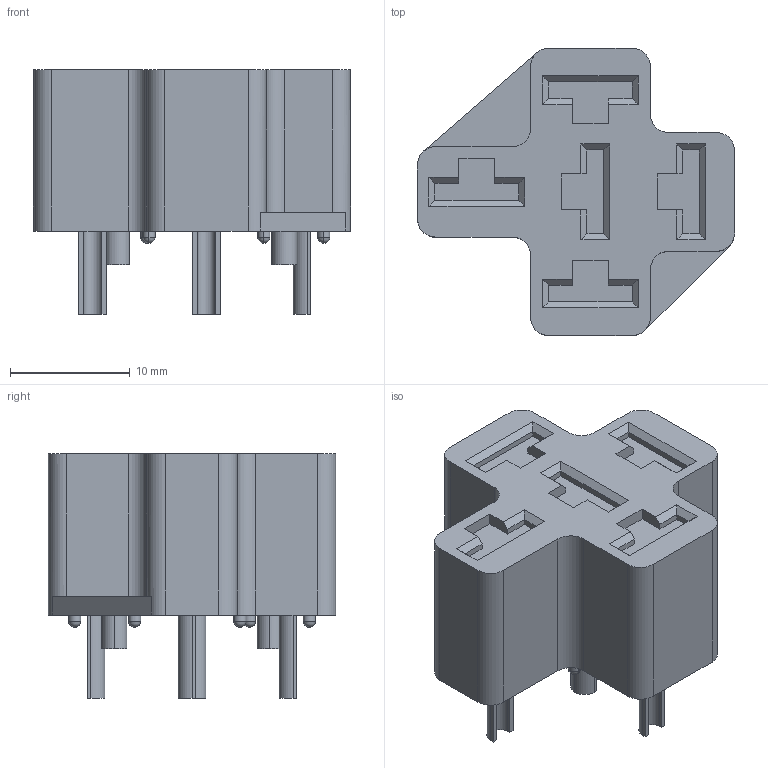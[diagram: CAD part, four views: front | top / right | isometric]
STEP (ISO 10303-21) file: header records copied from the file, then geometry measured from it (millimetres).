
FILE_DESCRIPTION(('STEP AP242'),'1');
FILE_NAME('1393310-3.stp','2022-07-22T13:26:13',('TraceParts'),('TraceParts S.A.'),'Spatial InterOp 3D',' ',' ');
FILE_SCHEMA(('AP242_MANAGED_MODEL_BASED_3D_ENGINEERING_MIM_LF {1 0 10303 442 1 1 4}'));
Length unit declared in the file: millimetre
Products named in the file (1): 1393310-3
Bounding box: 26.49 x 24 x 20.45 mm (x, y, z)
Volume: 5177.7 mm3; surface area: 2524.1 mm2
Topology: 1 solids, 1 shells, 188 faces, 486 edges, 304 vertices
Faces by surface type: plane 125, cylinder 47, sphere 16
Entity records: 5579 total; most frequent: CARTESIAN_POINT 963, DIRECTION 962, ORIENTED_EDGE 940, EDGE_CURVE 470, LINE 356, VECTOR 356, VERTEX_POINT 304, AXIS2_PLACEMENT_3D 303
